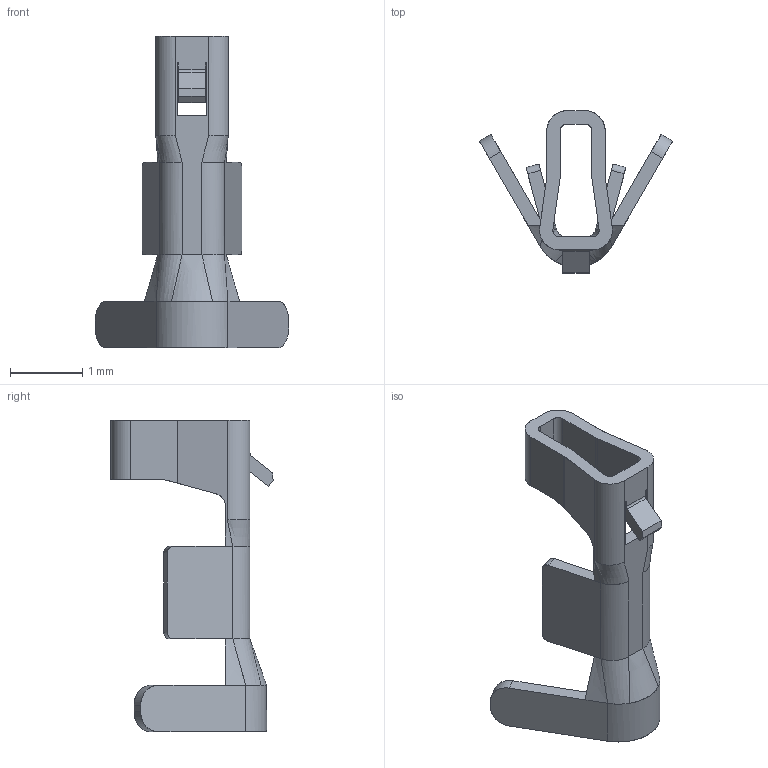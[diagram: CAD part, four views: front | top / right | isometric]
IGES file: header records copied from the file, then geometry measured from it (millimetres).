
Start section: ZWSOFT
Global section: file name: WF1503-TPSN01.igs; native system: ZW3D; preprocessor: 1.0; author: ZW3D; organization: ZWSOFT; date: 231229.163229; units: millimetre
Bounding box: 2.67 x 2.24 x 4.3 mm (x, y, z)
Surface area: 29.3 mm2 (no closed solid volume)
Topology: 0 solids, 0 shells, 100 faces, 528 edges, 528 vertices
Faces by surface type: bspline 100
